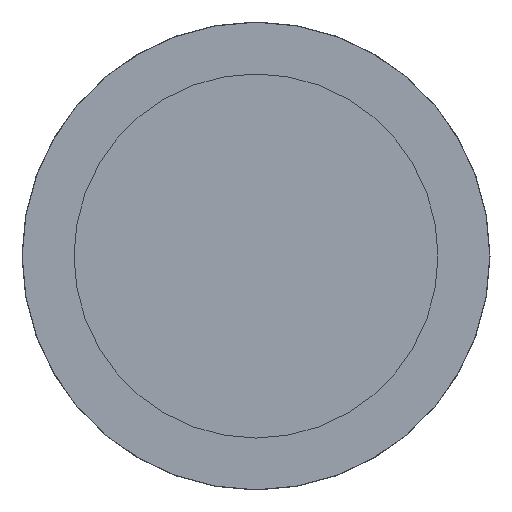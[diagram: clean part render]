
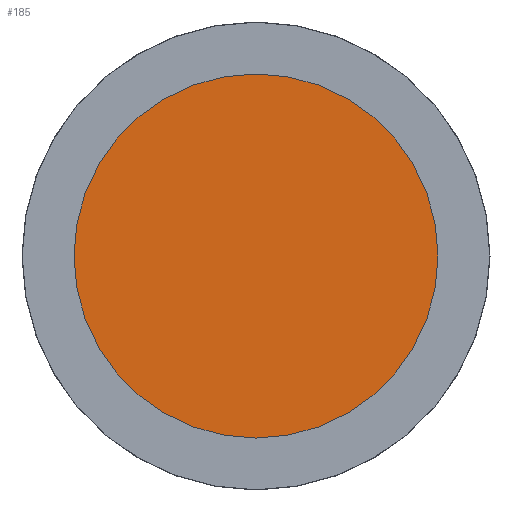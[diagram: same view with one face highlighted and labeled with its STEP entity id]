
A CAD part, left-side view. The second image highlights one B-rep face of the part: STEP entity #185.
In plain terms, the highlighted planar face has unit normal (-1, 0, 0).
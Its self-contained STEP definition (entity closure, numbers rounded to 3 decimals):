
#26=PLANE('',#221);
#37=FACE_OUTER_BOUND('',#54,.T.);
#54=EDGE_LOOP('',(#147));
#84=CIRCLE('',#215,7.);
#98=VERTEX_POINT('',#316);
#113=EDGE_CURVE('',#98,#98,#84,.T.);
#147=ORIENTED_EDGE('',*,*,#113,.T.);
#185=ADVANCED_FACE('',(#37),#26,.F.);
#215=AXIS2_PLACEMENT_3D('',#317,#253,#254);
#221=AXIS2_PLACEMENT_3D('',#327,#267,#268);
#253=DIRECTION('center_axis',(-1.,0.,0.));
#254=DIRECTION('ref_axis',(0.,1.,0.));
#267=DIRECTION('center_axis',(1.,0.,0.));
#268=DIRECTION('ref_axis',(0.,1.,0.));
#316=CARTESIAN_POINT('',(0.,-7.,0.));
#317=CARTESIAN_POINT('Origin',(0.,0.,0.));
#327=CARTESIAN_POINT('Origin',(0.,0.,0.));
